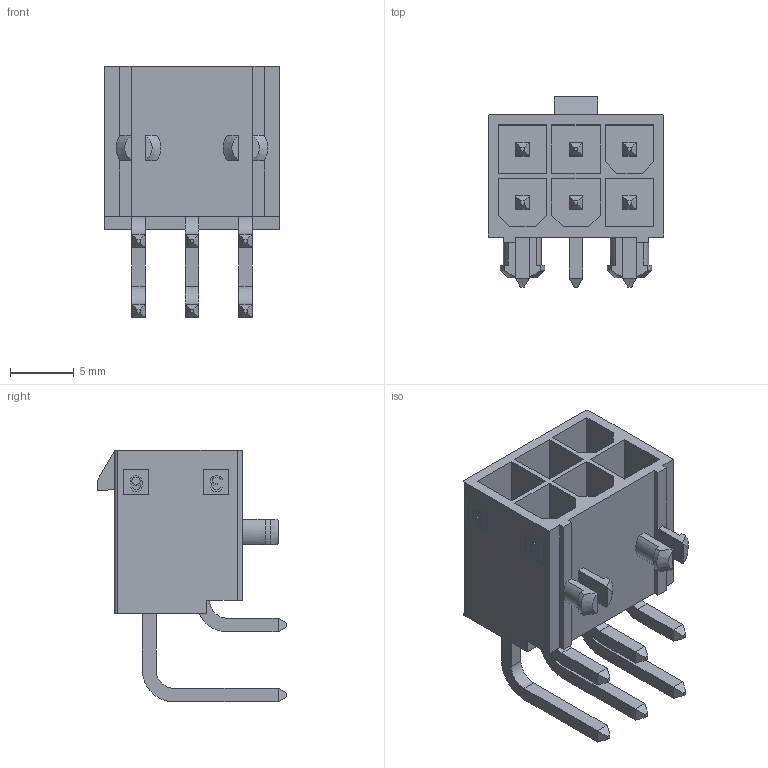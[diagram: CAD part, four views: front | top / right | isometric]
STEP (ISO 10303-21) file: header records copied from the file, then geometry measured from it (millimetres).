
FILE_DESCRIPTION((''),'2;1');
FILE_NAME('C-1-794528-1','2008-06-26T',('workeradm'),('Tyco Electronics Corporation'),'PRO/ENGINEER BY PARAMETRIC TECHNOLOGY CORPORATION, 2005450','PRO/ENGINEER BY PARAMETRIC TECHNOLOGY CORPORATION, 2005450','');
FILE_SCHEMA(('CONFIG_CONTROL_DESIGN', 'GEOMETRIC_VALIDATION_PROPERTIES_MIM'));
Length unit declared in the file: millimetre
Products named in the file (1): C-1-794528-1
Bounding box: 13.8 x 14.9 x 19.73 mm (x, y, z)
Volume: 1016.3 mm3; surface area: 2206.7 mm2
Topology: 1 solids, 1 shells, 384 faces, 1013 edges, 658 vertices
Faces by surface type: plane 358, cylinder 22, cone 4
Entity records: 11760 total; most frequent: CARTESIAN_POINT 2128, ORIENTED_EDGE 2026, DIRECTION 1815, EDGE_CURVE 1013, VECTOR 947, LINE 947, VERTEX_POINT 658, AXIS2_PLACEMENT_3D 434
